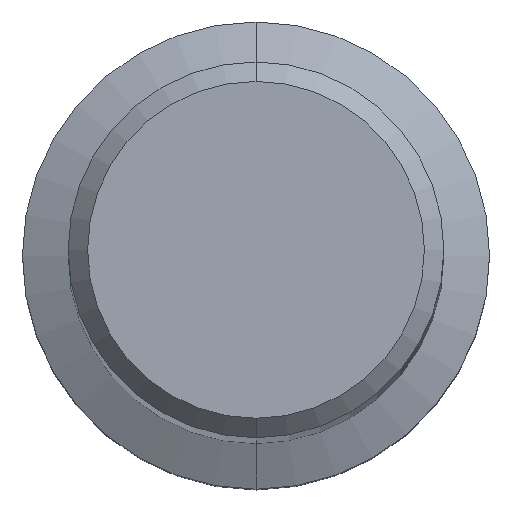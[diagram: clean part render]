
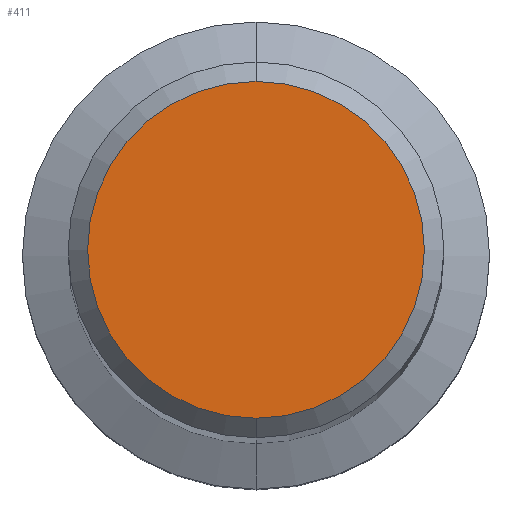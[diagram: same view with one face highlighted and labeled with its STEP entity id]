
A CAD part, top view. The second image highlights one B-rep face of the part: STEP entity #411.
In plain terms, the highlighted planar face has unit normal (0, 0, 1).
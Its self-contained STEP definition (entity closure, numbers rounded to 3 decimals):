
#313=VERTEX_POINT('',#680);
#411=ADVANCED_FACE('',(#789),#790,.T.);
#469=EDGE_CURVE('',#519,#313,#854,.T.);
#487=EDGE_CURVE('',#313,#519,#875,.T.);
#519=VERTEX_POINT('',#910);
#680=CARTESIAN_POINT('',(0.,-8.65,0.0));
#789=FACE_OUTER_BOUND('',#1447,.T.);
#790=PLANE('',#1448);
#854=CIRCLE('',#1585,8.65);
#875=CIRCLE('',#1613,8.65);
#910=CARTESIAN_POINT('',(0.0,8.65,0.0));
#1447=EDGE_LOOP('',(#1965,#1966));
#1448=AXIS2_PLACEMENT_3D('',#1967,#1968,#1969);
#1585=AXIS2_PLACEMENT_3D('',#2038,#2039,#2040);
#1613=AXIS2_PLACEMENT_3D('',#2074,#2075,#2076);
#1965=ORIENTED_EDGE('',*,*,#469,.F.);
#1966=ORIENTED_EDGE('',*,*,#487,.F.);
#1967=CARTESIAN_POINT('',(0.0,4.325,0.0));
#1968=DIRECTION('',(-0.0,0.0,1.0));
#1969=DIRECTION('',(0.0,-1.0,0.0));
#2038=CARTESIAN_POINT('',(0.0,0.0,0.0));
#2039=DIRECTION('',(0.0,0.0,-1.0));
#2040=DIRECTION('',(0.0,1.0,0.0));
#2074=CARTESIAN_POINT('',(0.0,0.0,0.0));
#2075=DIRECTION('',(0.0,0.0,-1.0));
#2076=DIRECTION('',(0.0,1.0,0.0));
